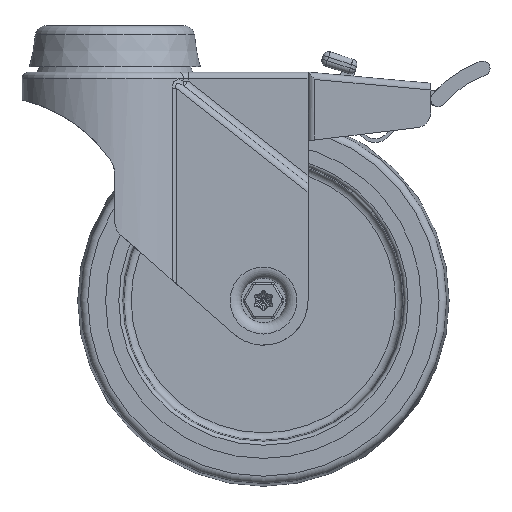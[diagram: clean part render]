
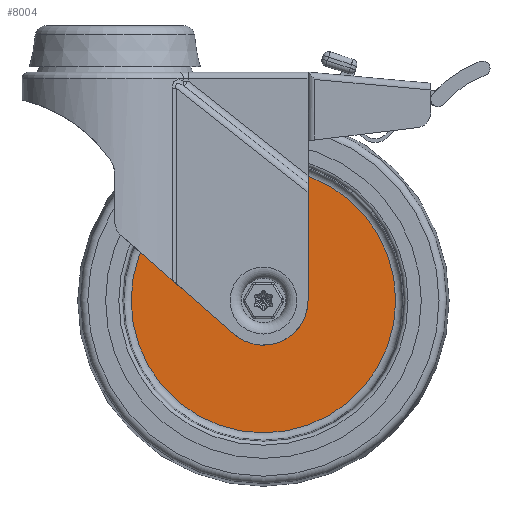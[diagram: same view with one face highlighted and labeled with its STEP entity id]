
A CAD part, front view. The second image highlights one B-rep face of the part: STEP entity #8004.
In plain terms, the highlighted planar face has unit normal (0, -1, 0).
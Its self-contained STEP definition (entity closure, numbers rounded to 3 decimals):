
#392=FACE_BOUND('',#1608,.T.);
#575=PLANE('',#8888);
#1104=FACE_OUTER_BOUND('',#1607,.T.);
#1607=EDGE_LOOP('',(#6874));
#1608=EDGE_LOOP('',(#6875));
#3143=CIRCLE('',#8842,35.608);
#3144=CIRCLE('',#8844,12.);
#3819=VERTEX_POINT('',#14876);
#3820=VERTEX_POINT('',#14880);
#4851=EDGE_CURVE('',#3819,#3819,#3143,.T.);
#4852=EDGE_CURVE('',#3820,#3820,#3144,.T.);
#6874=ORIENTED_EDGE('',*,*,#4851,.F.);
#6875=ORIENTED_EDGE('',*,*,#4852,.T.);
#8004=ADVANCED_FACE('',(#1104,#392),#575,.T.);
#8842=AXIS2_PLACEMENT_3D('',#14878,#10820,#10821);
#8844=AXIS2_PLACEMENT_3D('',#14881,#10824,#10825);
#8888=AXIS2_PLACEMENT_3D('',#14954,#10919,#10920);
#10820=DIRECTION('center_axis',(0.,1.,0.));
#10821=DIRECTION('ref_axis',(-1.,0.,0.));
#10824=DIRECTION('center_axis',(0.,1.,0.));
#10825=DIRECTION('ref_axis',(-1.,0.,0.));
#10919=DIRECTION('center_axis',(0.,-1.,0.));
#10920=DIRECTION('ref_axis',(1.,0.,0.));
#14876=CARTESIAN_POINT('',(0.,-3.,35.608));
#14878=CARTESIAN_POINT('Origin',(0.,-3.,
0.));
#14880=CARTESIAN_POINT('',(0.,-3.,12.));
#14881=CARTESIAN_POINT('Origin',(0.,-3.,
0.));
#14954=CARTESIAN_POINT('Origin',(-23.804,-3.,0.));
